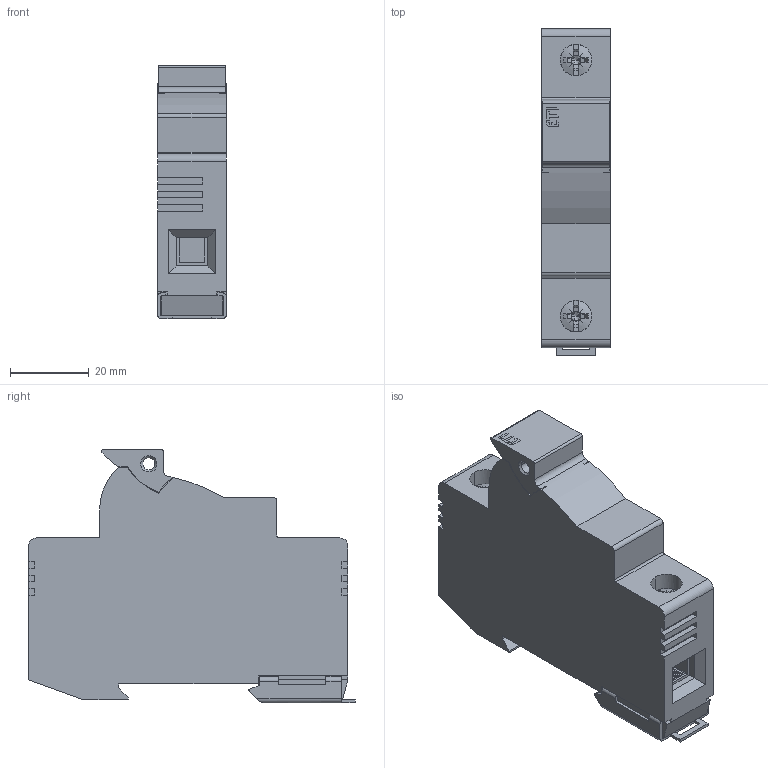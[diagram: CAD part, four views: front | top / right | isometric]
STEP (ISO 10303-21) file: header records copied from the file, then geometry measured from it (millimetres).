
FILE_DESCRIPTION((''),'2;1');
FILE_NAME('ASM0009_ASM','2021-01-18T',('marketing.praksa'),('Audax d.o.o.'),'CREO PARAMETRIC BY PTC INC, 2017480','CREO PARAMETRIC BY PTC INC, 2017480','');
FILE_SCHEMA(('AUTOMOTIVE_DESIGN { 1 0 10303 214 1 1 1 1 }'));
Length unit declared in the file: millimetre
Products named in the file (12): EFD10_1P_2_1_1_2_3; SCREW_1_1_2; PRT0006_1_1_2; CONTACT_1_1_2; CONTACT2_1_1_2; DI_1; LOGO_1_1_2_3_4_1; LOGO_1_1_2_3_4_2; LOGO_1_1_2_3_4_3; LOGO_1_1_2_3_4_ASM; EFD_8_1P_ASM_1_1_2_ASM; ASM0009_ASM
Assembly tree (11 placements, depth 4):
  ASM0009_ASM
    EFD_8_1P_ASM_1_1_2_ASM
      EFD10_1P_2_1_1_2_3
      SCREW_1_1_2
      PRT0006_1_1_2
      CONTACT_1_1_2
      CONTACT2_1_1_2
      DI_1
      LOGO_1_1_2_3_4_ASM
        LOGO_1_1_2_3_4_1
        LOGO_1_1_2_3_4_2
        LOGO_1_1_2_3_4_3
Bounding box: 17.51 x 82.89 x 64.4 mm (x, y, z)
Volume: 64820.3 mm3; surface area: 17360.4 mm2
Topology: 9 solids, 9 shells, 453 faces, 1240 edges, 825 vertices
Faces by surface type: plane 339, cylinder 84, cone 16, bspline 8, sphere 4, torus 2
Entity records: 19889 total; most frequent: CARTESIAN_POINT 3499, ORIENTED_EDGE 2472, DIRECTION 2312, PRESENTATION_STYLE_ASSIGNMENT 1299, STYLED_ITEM 1299, CURVE_STYLE 1236, EDGE_CURVE 1236, VECTOR 874
